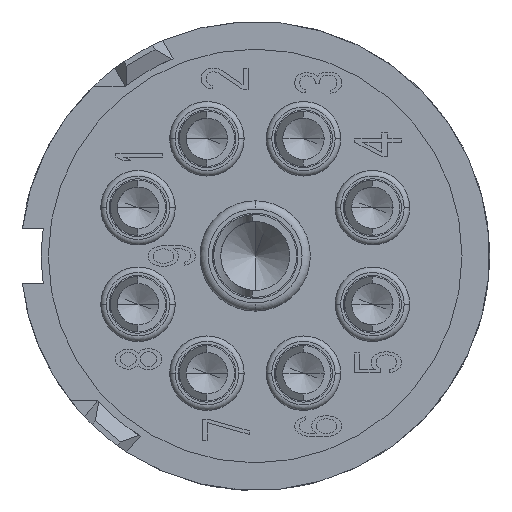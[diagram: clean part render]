
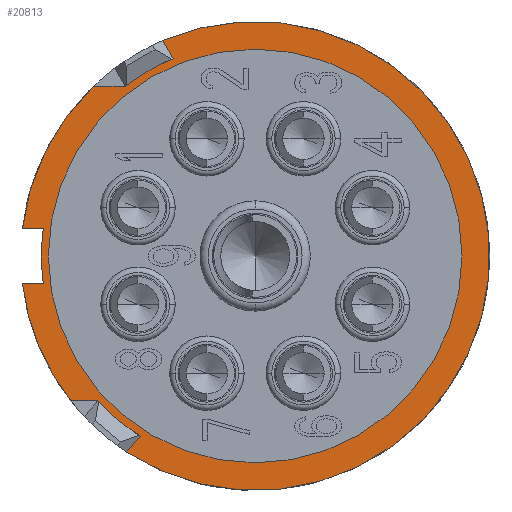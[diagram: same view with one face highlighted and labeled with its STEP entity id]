
A CAD part, front view. The second image highlights one B-rep face of the part: STEP entity #20813.
In plain terms, the highlighted planar face has unit normal (0, -1, 0).
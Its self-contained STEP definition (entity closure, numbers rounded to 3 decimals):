
#1569=DIRECTION('',(-0.643,0.,-0.766));
#1570=VECTOR('',#1569,0.756);
#1571=CARTESIAN_POINT('',(-4.174,-6.9,-6.53));
#1572=LINE('',#1571,#1570);
#1573=CARTESIAN_POINT('',(0.,-6.9,0.));
#1574=DIRECTION('',(0.,1.,0.));
#1575=DIRECTION('',(-0.539,0.,-0.843));
#1576=AXIS2_PLACEMENT_3D('',#1573,#1574,#1575);
#1578=DIRECTION('',(1.,0.,0.));
#1579=VECTOR('',#1578,0.983);
#1580=CARTESIAN_POINT('',(-6.689,-6.9,-5.244));
#1581=LINE('',#1580,#1579);
#1582=DIRECTION('',(1.,0.,0.));
#1583=VECTOR('',#1582,0.756);
#1584=CARTESIAN_POINT('',(-8.441,-6.9,-1.));
#1585=LINE('',#1584,#1583);
#1586=CARTESIAN_POINT('',(0.,-6.9,0.));
#1587=DIRECTION('',(0.,-1.,0.));
#1588=DIRECTION('',(-0.992,0.,0.129));
#1589=AXIS2_PLACEMENT_3D('',#1586,#1587,#1588);
#1591=DIRECTION('',(-1.,0.,0.));
#1592=VECTOR('',#1591,0.756);
#1593=CARTESIAN_POINT('',(-7.685,-6.9,1.));
#1594=LINE('',#1593,#1592);
#1595=DIRECTION('',(-1.,0.,0.));
#1596=VECTOR('',#1595,1.153);
#1597=CARTESIAN_POINT('',(-4.709,-6.9,6.156));
#1598=LINE('',#1597,#1596);
#1599=CARTESIAN_POINT('',(0.,-6.9,0.));
#1600=DIRECTION('',(0.,1.,0.));
#1601=DIRECTION('',(-0.608,0.,0.794));
#1602=AXIS2_PLACEMENT_3D('',#1599,#1600,#1601);
#1604=DIRECTION('',(0.5,0.,-0.866));
#1605=VECTOR('',#1604,0.756);
#1606=CARTESIAN_POINT('',(-3.354,-6.9,7.81));
#1607=LINE('',#1606,#1605);
#1608=CARTESIAN_POINT('',(0.,-6.9,0.));
#1609=DIRECTION('',(0.,1.,0.));
#1610=DIRECTION('',(1.,0.,0.));
#1611=AXIS2_PLACEMENT_3D('',#1608,#1609,#1610);
#1613=CARTESIAN_POINT('',(0.,-6.9,0.));
#1614=DIRECTION('',(0.,1.,0.));
#1615=DIRECTION('',(-1.,0.,0.));
#1616=AXIS2_PLACEMENT_3D('',#1613,#1614,#1615);
#1626=CARTESIAN_POINT('',(0.,-6.9,0.));
#1627=DIRECTION('',(0.,1.,0.));
#1628=DIRECTION('',(-0.395,0.,0.919));
#1629=AXIS2_PLACEMENT_3D('',#1626,#1627,#1628);
#11802=CARTESIAN_POINT('',(0.,-6.9,0.));
#11803=DIRECTION('',(0.,1.,0.));
#11804=DIRECTION('',(-0.993,0.,0.118));
#11805=AXIS2_PLACEMENT_3D('',#11802,#11803,#11804);
#11841=CARTESIAN_POINT('',(0.,-6.9,0.));
#11842=DIRECTION('',(0.,1.,0.));
#11843=DIRECTION('',(-0.787,0.,-0.617));
#11844=AXIS2_PLACEMENT_3D('',#11841,#11842,#11843);
#17368=CARTESIAN_POINT('',(7.5,-6.9,0.));
#17369=CARTESIAN_POINT('',(-7.5,-6.9,0.));
#17370=VERTEX_POINT('',#17368);
#17371=VERTEX_POINT('',#17369);
#17432=CARTESIAN_POINT('',(-7.685,-6.9,1.));
#17433=CARTESIAN_POINT('',(-8.441,-6.9,1.));
#17434=VERTEX_POINT('',#17432);
#17435=VERTEX_POINT('',#17433);
#17436=CARTESIAN_POINT('',(-8.441,-6.9,-1.));
#17437=CARTESIAN_POINT('',(-7.685,-6.9,-1.));
#17438=VERTEX_POINT('',#17436);
#17439=VERTEX_POINT('',#17437);
#17692=CARTESIAN_POINT('',(-4.66,-6.9,-7.109));
#17694=VERTEX_POINT('',#17692);
#17696=CARTESIAN_POINT('',(-6.689,-6.9,-5.244));
#17698=VERTEX_POINT('',#17696);
#17700=CARTESIAN_POINT('',(-5.862,-6.9,6.156));
#17702=VERTEX_POINT('',#17700);
#17704=CARTESIAN_POINT('',(-3.354,-6.9,7.81));
#17706=VERTEX_POINT('',#17704);
#17708=CARTESIAN_POINT('',(-4.174,-6.9,-6.53));
#17709=VERTEX_POINT('',#17708);
#17710=CARTESIAN_POINT('',(-5.706,-6.9,-5.244));
#17711=VERTEX_POINT('',#17710);
#17712=CARTESIAN_POINT('',(-4.709,-6.9,6.156));
#17713=CARTESIAN_POINT('',(-2.977,-6.9,7.156));
#17714=VERTEX_POINT('',#17712);
#17715=VERTEX_POINT('',#17713);
#20778=CARTESIAN_POINT('',(0.,-6.9,0.));
#20779=DIRECTION('',(0.,-1.,0.));
#20780=DIRECTION('',(1.,0.,0.));
#20781=AXIS2_PLACEMENT_3D('',#20778,#20779,#20780);
#20782=PLANE('',#20781);
#20784=ORIENTED_EDGE('',*,*,#20783,.F.);
#20786=ORIENTED_EDGE('',*,*,#20785,.T.);
#20788=ORIENTED_EDGE('',*,*,#20787,.F.);
#20790=ORIENTED_EDGE('',*,*,#20789,.T.);
#20792=ORIENTED_EDGE('',*,*,#20791,.T.);
#20794=ORIENTED_EDGE('',*,*,#20793,.F.);
#20796=ORIENTED_EDGE('',*,*,#20795,.T.);
#20798=ORIENTED_EDGE('',*,*,#20797,.T.);
#20800=ORIENTED_EDGE('',*,*,#20799,.F.);
#20802=ORIENTED_EDGE('',*,*,#20801,.T.);
#20804=ORIENTED_EDGE('',*,*,#20803,.F.);
#20806=ORIENTED_EDGE('',*,*,#20805,.T.);
#20807=EDGE_LOOP('',(#20784,#20786,#20788,#20790,#20792,#20794,#20796,#20798,
#20800,#20802,#20804,#20806));
#20808=FACE_OUTER_BOUND('',#20807,.F.);
#20809=ORIENTED_EDGE('',*,*,#20758,.F.);
#20810=ORIENTED_EDGE('',*,*,#20772,.F.);
#20811=EDGE_LOOP('',(#20809,#20810));
#20812=FACE_BOUND('',#20811,.F.);
#1577=CIRCLE('',#1576,7.75);
#1590=CIRCLE('',#1589,7.75);
#1603=CIRCLE('',#1602,7.75);
#1612=CIRCLE('',#1611,7.5);
#1617=CIRCLE('',#1616,7.5);
#1630=CIRCLE('',#1629,8.5);
#11806=CIRCLE('',#11805,8.5);
#11845=CIRCLE('',#11844,8.5);
#20758=EDGE_CURVE('',#17370,#17371,#1612,.T.);
#20772=EDGE_CURVE('',#17371,#17370,#1617,.T.);
#20783=EDGE_CURVE('',#17709,#17694,#1572,.T.);
#20785=EDGE_CURVE('',#17709,#17711,#1577,.T.);
#20787=EDGE_CURVE('',#17698,#17711,#1581,.T.);
#20789=EDGE_CURVE('',#17698,#17438,#11845,.T.);
#20791=EDGE_CURVE('',#17438,#17439,#1585,.T.);
#20793=EDGE_CURVE('',#17434,#17439,#1590,.T.);
#20795=EDGE_CURVE('',#17434,#17435,#1594,.T.);
#20797=EDGE_CURVE('',#17435,#17702,#11806,.T.);
#20799=EDGE_CURVE('',#17714,#17702,#1598,.T.);
#20801=EDGE_CURVE('',#17714,#17715,#1603,.T.);
#20803=EDGE_CURVE('',#17706,#17715,#1607,.T.);
#20805=EDGE_CURVE('',#17706,#17694,#1630,.T.);
#20813=ADVANCED_FACE('',(#20808,#20812),#20782,.T.);
